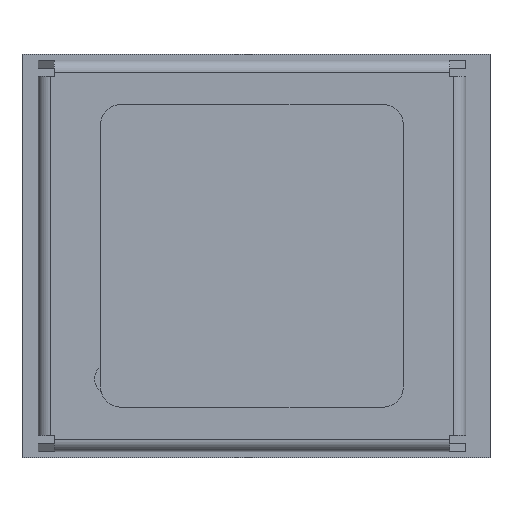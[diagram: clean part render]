
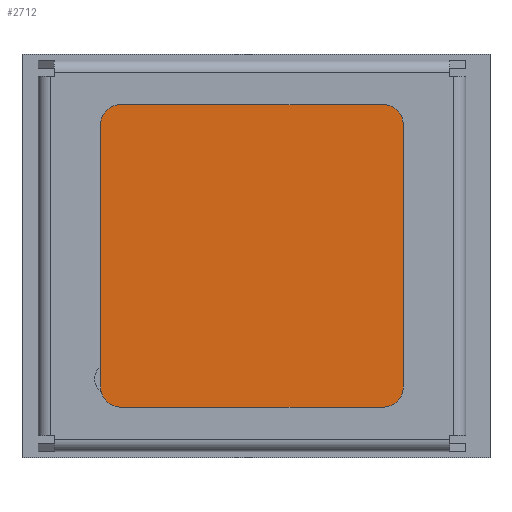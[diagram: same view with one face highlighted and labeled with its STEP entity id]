
A CAD part, top view. The second image highlights one B-rep face of the part: STEP entity #2712.
In plain terms, the highlighted planar face has unit normal (0, 0, 1).
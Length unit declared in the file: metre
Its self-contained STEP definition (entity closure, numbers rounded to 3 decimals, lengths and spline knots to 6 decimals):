
#2712=ADVANCED_FACE('',(#4385),#4386,.T.);
#4385=FACE_OUTER_BOUND('',#5729,.T.);
#4386=PLANE('',#5730);
#5729=EDGE_LOOP('',(#7966,#7967,#7968,#7969,#7970,#7971,#7972,#7973));
#5730=AXIS2_PLACEMENT_3D('',#7974,#7975,#7976);
#7966=ORIENTED_EDGE('',*,*,#10300,.T.);
#7967=ORIENTED_EDGE('',*,*,#9818,.T.);
#7968=ORIENTED_EDGE('',*,*,#10231,.T.);
#7969=ORIENTED_EDGE('',*,*,#9880,.T.);
#7970=ORIENTED_EDGE('',*,*,#9825,.T.);
#7971=ORIENTED_EDGE('',*,*,#10301,.T.);
#7972=ORIENTED_EDGE('',*,*,#10162,.T.);
#7973=ORIENTED_EDGE('',*,*,#10302,.T.);
#7974=CARTESIAN_POINT('',(-0.00658,-0.00244,-0.000664));
#7975=DIRECTION('',(0.,0.,1.));
#7976=DIRECTION('',(1.,0.,0.));
#9818=EDGE_CURVE('',#11276,#11277,#11278,.T.);
#9825=EDGE_CURVE('',#11290,#11288,#11291,.T.);
#9880=EDGE_CURVE('',#11378,#11290,#11379,.T.);
#10162=EDGE_CURVE('',#11803,#11801,#11804,.T.);
#10231=EDGE_CURVE('',#11277,#11378,#11898,.T.);
#10300=EDGE_CURVE('',#11987,#11276,#11988,.T.);
#10301=EDGE_CURVE('',#11288,#11803,#11989,.T.);
#10302=EDGE_CURVE('',#11801,#11987,#11990,.T.);
#11276=VERTEX_POINT('',#13271);
#11277=VERTEX_POINT('',#13272);
#11278=CIRCLE('',#13273,0.0005);
#11288=VERTEX_POINT('',#13286);
#11290=VERTEX_POINT('',#13289);
#11291=LINE('',#13290,#13291);
#11378=VERTEX_POINT('',#13418);
#11379=CIRCLE('',#13419,0.0005);
#11801=VERTEX_POINT('',#14029);
#11803=VERTEX_POINT('',#14032);
#11804=LINE('',#14033,#14034);
#11898=LINE('',#14172,#14173);
#11987=VERTEX_POINT('',#14302);
#11988=LINE('',#14303,#14304);
#11989=CIRCLE('',#14305,0.0005);
#11990=CIRCLE('',#14306,0.0005);
#13271=CARTESIAN_POINT('',(-0.00608,0.00506,-0.000664));
#13272=CARTESIAN_POINT('',(-0.00658,0.00456,-0.000664));
#13273=AXIS2_PLACEMENT_3D('',#15215,#15216,#15217);
#13286=CARTESIAN_POINT('',(0.00042,-0.00244,-0.000664));
#13289=CARTESIAN_POINT('',(-0.00608,-0.00244,-0.000664));
#13290=CARTESIAN_POINT('',(-0.00658,-0.00244,-0.000664));
#13291=VECTOR('',#15225,1.);
#13418=CARTESIAN_POINT('',(-0.00658,-0.00194,-0.000664));
#13419=AXIS2_PLACEMENT_3D('',#15269,#15270,#15271);
#14029=CARTESIAN_POINT('',(0.00092,0.00456,-0.000664));
#14032=CARTESIAN_POINT('',(0.00092,-0.00194,-0.000664));
#14033=CARTESIAN_POINT('',(0.00092,-0.00244,-0.000664));
#14034=VECTOR('',#15518,1.);
#14172=CARTESIAN_POINT('',(-0.00658,0.00506,-0.000664));
#14173=VECTOR('',#15572,1.);
#14302=CARTESIAN_POINT('',(0.00042,0.00506,-0.000664));
#14303=CARTESIAN_POINT('',(0.00092,0.00506,-0.000664));
#14304=VECTOR('',#15628,1.);
#14305=AXIS2_PLACEMENT_3D('',#15629,#15630,#15631);
#14306=AXIS2_PLACEMENT_3D('',#15632,#15633,#15634);
#15215=CARTESIAN_POINT('',(-0.00608,0.00456,-0.000664));
#15216=DIRECTION('',(0.,0.,1.));
#15217=DIRECTION('',(1.,0.,0.));
#15225=DIRECTION('',(1.,0.,0.));
#15269=CARTESIAN_POINT('',(-0.00608,-0.00194,-0.000664));
#15270=DIRECTION('',(0.,0.,1.));
#15271=DIRECTION('',(1.,0.,0.));
#15518=DIRECTION('',(0.,1.,0.));
#15572=DIRECTION('',(0.,-1.,0.));
#15628=DIRECTION('',(-1.,0.,0.));
#15629=CARTESIAN_POINT('',(0.00042,-0.00194,-0.000664));
#15630=DIRECTION('',(0.,0.,1.));
#15631=DIRECTION('',(1.,0.,0.));
#15632=CARTESIAN_POINT('',(0.00042,0.00456,-0.000664));
#15633=DIRECTION('',(0.,0.,1.));
#15634=DIRECTION('',(1.,0.,0.));
